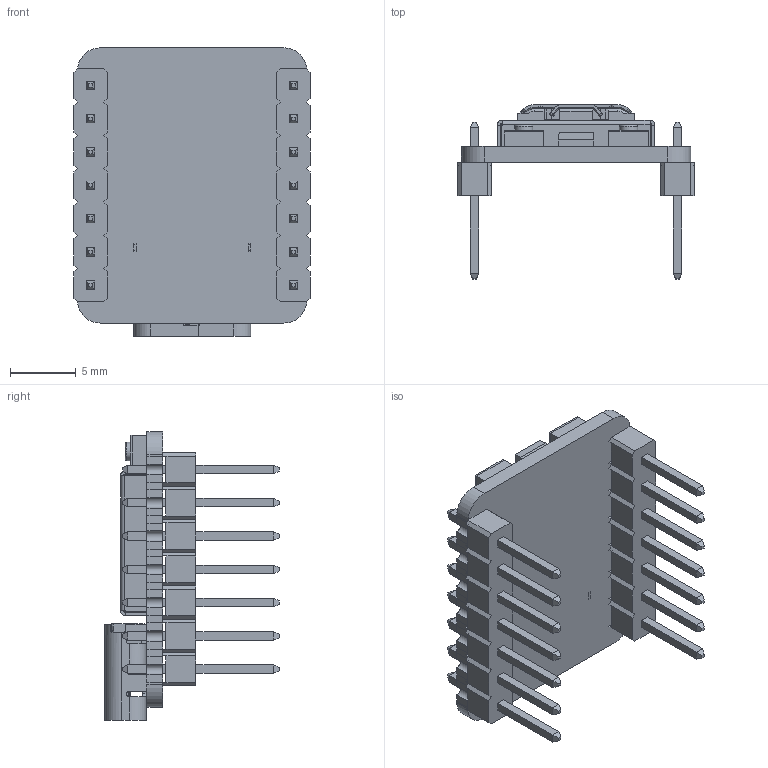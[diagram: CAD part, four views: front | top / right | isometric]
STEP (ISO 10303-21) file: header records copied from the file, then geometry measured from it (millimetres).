
FILE_DESCRIPTION(/* description */ ('STEP AP242','CAx-IF Rec.Pracs.---Representation and Presentation of Product Manufacturing Information (PMI)---4.0---2014-10-13','CAx-IF Rec.Pracs.---3D Tessellated Geometry---0.4---2014-09-14','2;1'),/* implementation_level */ '2;1');
FILE_NAME(/* name */ '684c4407cdf4356f67408048',/* time_stamp */ '2025-06-13T15:30:17Z',/* author */ (''),/* organization */ (''),/* preprocessor_version */ 'ST-DEVELOPER v20',/* originating_system */ 'ONSHAPE BY PTC INC, 1.199',/* authorisation */ ' ');
FILE_SCHEMA (('AP242_MANAGED_MODEL_BASED_3D_ENGINEERING_MIM_LF { 1 0 10303 442 1 1 4 }'));
Length unit declared in the file: metre
Products named in the file (70): Assembly 1; 102010428; 7-Pin Header - Male - 2.54mm
Assembly tree (70 placements, depth 2):
  Assembly 1
    102010428
    102010428
    102010428
    102010428
    102010428
    102010428
    102010428
    102010428
    102010428
    102010428
    102010428
    102010428
    102010428
    102010428
    102010428
    102010428
    102010428
    102010428
    102010428
    102010428
    102010428
    102010428
    102010428
    102010428
    102010428
    102010428
    102010428
    102010428
    102010428
    102010428
    102010428
    102010428
    102010428
    102010428
    102010428
    102010428
    102010428
    102010428
    102010428
    102010428
    102010428
    102010428
    102010428
    102010428
    102010428
    102010428
    102010428
    102010428
    102010428
    102010428
    102010428
    102010428
    102010428
    102010428
    102010428
    102010428
    102010428
    102010428
    102010428
Bounding box: 18.02 x 13.29 x 22 mm (x, y, z)
Volume: 919.9 mm3; surface area: 2929.6 mm2
Topology: 70 solids, 70 shells, 1570 faces, 3918 edges, 2506 vertices
Faces by surface type: plane 1263, cylinder 239, cone 60, bspline 6, torus 2
Full cylindrical faces by diameter (mm): 0.8 x14, 1.4 x2, 2 x1
Entity records: 43305 total; most frequent: CARTESIAN_POINT 7748, ORIENTED_EDGE 6862, DIRECTION 6815, EDGE_CURVE 3431, LINE 2861, VECTOR 2861, VERTEX_POINT 2222, AXIS2_PLACEMENT_3D 1977
